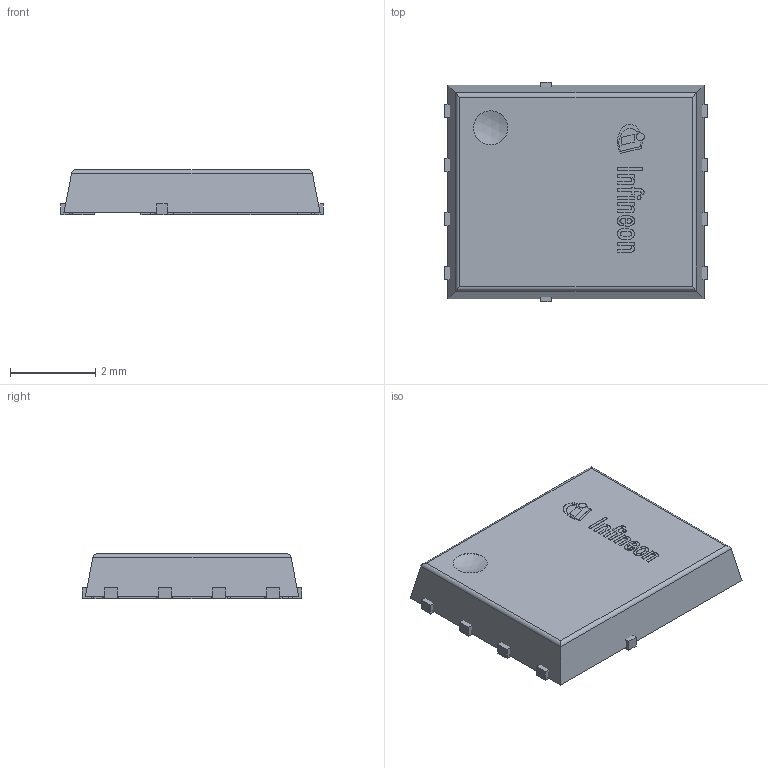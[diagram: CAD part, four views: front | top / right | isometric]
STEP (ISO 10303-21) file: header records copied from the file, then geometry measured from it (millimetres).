
FILE_DESCRIPTION(/* description */ (''),/* implementation_level */ '2;1');
FILE_NAME(/* name */ 'PG-TDSON-8-17_Z8B00185841_V02_3D.stp',/* time_stamp */ '2024-04-23T18:10:23+05:30',/* author */ ('sivamani'),/* organization */ (''),/* preprocessor_version */ 'ST-DEVELOPER v19.2',/* originating_system */ 'AutoCAD Mechanical',/* authorisation */ '');
FILE_SCHEMA (('AUTOMOTIVE_DESIGN { 1 0 10303 214 3 1 1 }'));
Length unit declared in the file: millimetre
Products named in the file (1): Product
Bounding box: 6.15 x 5.15 x 1.06 mm (x, y, z)
Volume: 32.3 mm3; surface area: 123.3 mm2
Topology: 17 solids, 17 shells, 205 faces, 506 edges, 336 vertices
Faces by surface type: plane 172, bspline 18, cylinder 12, sphere 3
Full cylindrical faces by diameter (mm): 0.093 x1, 0.189 x1, 0.8 x2
Entity records: 6361 total; most frequent: CARTESIAN_POINT 1860, ORIENTED_EDGE 1012, DIRECTION 780, EDGE_CURVE 506, LINE 364, VECTOR 364, VERTEX_POINT 336, EDGE_LOOP 210
